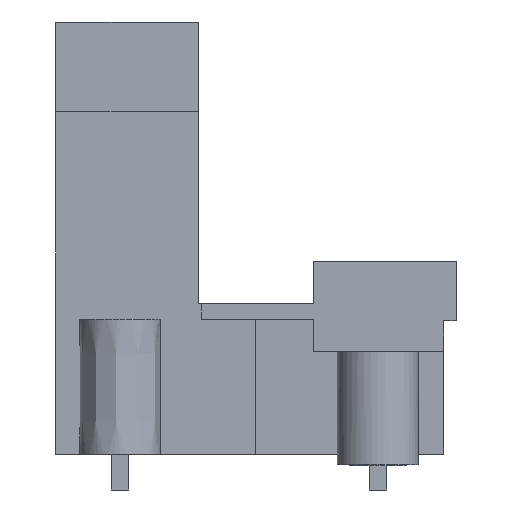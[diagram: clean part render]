
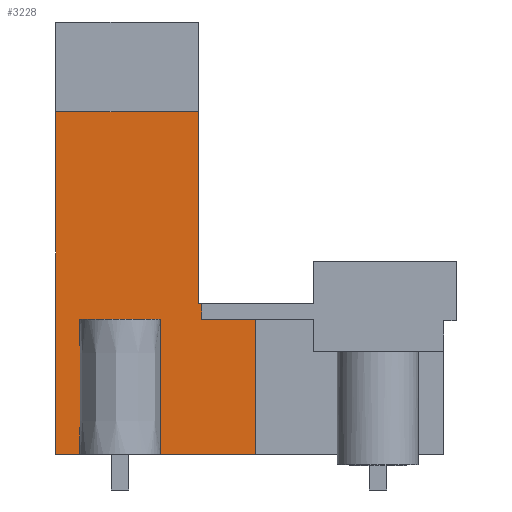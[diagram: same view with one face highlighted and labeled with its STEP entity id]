
A CAD part, left-side view. The second image highlights one B-rep face of the part: STEP entity #3228.
In plain terms, the highlighted planar face has unit normal (-1, 0, 0).
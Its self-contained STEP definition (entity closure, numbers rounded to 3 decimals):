
#3176=AXIS2_PLACEMENT_3D('Plane Axis2P3D',#3173,#3174,#3175) ;
#1152=CARTESIAN_POINT('Vertex',(3.84,11.84,2.1)) ;
#1155=CARTESIAN_POINT('Line Origine',(3.84,14.846,2.1)) ;
#1159=CARTESIAN_POINT('Vertex',(3.84,17.853,2.1)) ;
#1203=CARTESIAN_POINT('Vertex',(3.84,21.887,2.1)) ;
#1206=CARTESIAN_POINT('Line Origine',(3.84,22.779,2.1)) ;
#1210=CARTESIAN_POINT('Vertex',(3.84,23.67,2.1)) ;
#2203=CARTESIAN_POINT('Line Origine',(3.84,15.04,10.55)) ;
#2207=CARTESIAN_POINT('Vertex',(3.84,15.04,11.)) ;
#2209=CARTESIAN_POINT('Vertex',(3.84,15.04,10.1)) ;
#2241=CARTESIAN_POINT('Line Origine',(3.84,13.44,10.1)) ;
#2245=CARTESIAN_POINT('Vertex',(3.84,11.84,10.1)) ;
#2391=CARTESIAN_POINT('Vertex',(3.84,15.24,11.)) ;
#2394=CARTESIAN_POINT('Line Origine',(3.84,15.14,11.)) ;
#2947=CARTESIAN_POINT('Line Origine',(3.84,23.67,12.23)) ;
#2951=CARTESIAN_POINT('Vertex',(3.84,23.67,22.36)) ;
#3173=CARTESIAN_POINT('Axis2P3D Location',(3.84,23.67,1.5)) ;
#3178=CARTESIAN_POINT('Line Origine',(3.84,19.455,22.36)) ;
#3182=CARTESIAN_POINT('Vertex',(3.84,15.24,22.36)) ;
#3185=CARTESIAN_POINT('Line Origine',(3.84,21.887,6.1)) ;
#3189=CARTESIAN_POINT('Vertex',(3.84,21.887,10.1)) ;
#3192=CARTESIAN_POINT('Line Origine',(3.84,19.87,10.1)) ;
#3196=CARTESIAN_POINT('Vertex',(3.84,17.853,10.1)) ;
#3199=CARTESIAN_POINT('Line Origine',(3.84,17.853,6.1)) ;
#3204=CARTESIAN_POINT('Line Origine',(3.84,11.84,6.1)) ;
#3209=CARTESIAN_POINT('Line Origine',(3.84,15.24,16.68)) ;
#1156=DIRECTION('Vector Direction',(0.,-1.,0.)) ;
#1207=DIRECTION('Vector Direction',(0.,-1.,0.)) ;
#2204=DIRECTION('Vector Direction',(0.,0.,-1.)) ;
#2242=DIRECTION('Vector Direction',(0.,1.,0.)) ;
#2395=DIRECTION('Vector Direction',(0.,1.,0.)) ;
#2948=DIRECTION('Vector Direction',(0.,0.,1.)) ;
#3174=DIRECTION('Axis2P3D Direction',(-1.,0.,0.)) ;
#3175=DIRECTION('Axis2P3D XDirection',(0.,-1.,0.)) ;
#3179=DIRECTION('Vector Direction',(0.,-1.,0.)) ;
#3186=DIRECTION('Vector Direction',(0.,0.,1.)) ;
#3193=DIRECTION('Vector Direction',(0.,1.,0.)) ;
#3200=DIRECTION('Vector Direction',(0.,0.,1.)) ;
#3205=DIRECTION('Vector Direction',(0.,0.,1.)) ;
#3210=DIRECTION('Vector Direction',(0.,0.,-1.)) ;
#1157=VECTOR('Line Direction',#1156,1.) ;
#1208=VECTOR('Line Direction',#1207,1.) ;
#2205=VECTOR('Line Direction',#2204,1.) ;
#2243=VECTOR('Line Direction',#2242,1.) ;
#2396=VECTOR('Line Direction',#2395,1.) ;
#2949=VECTOR('Line Direction',#2948,1.) ;
#3180=VECTOR('Line Direction',#3179,1.) ;
#3187=VECTOR('Line Direction',#3186,1.) ;
#3194=VECTOR('Line Direction',#3193,1.) ;
#3201=VECTOR('Line Direction',#3200,1.) ;
#3206=VECTOR('Line Direction',#3205,1.) ;
#3211=VECTOR('Line Direction',#3210,1.) ;
#3215=ORIENTED_EDGE('',*,*,#3184,.T.) ;
#3216=ORIENTED_EDGE('',*,*,#2953,.T.) ;
#3217=ORIENTED_EDGE('',*,*,#1212,.T.) ;
#3218=ORIENTED_EDGE('',*,*,#3191,.T.) ;
#3219=ORIENTED_EDGE('',*,*,#3198,.F.) ;
#3220=ORIENTED_EDGE('',*,*,#3203,.F.) ;
#3221=ORIENTED_EDGE('',*,*,#1161,.T.) ;
#3222=ORIENTED_EDGE('',*,*,#3208,.T.) ;
#3223=ORIENTED_EDGE('',*,*,#2247,.T.) ;
#3224=ORIENTED_EDGE('',*,*,#2211,.F.) ;
#3225=ORIENTED_EDGE('',*,*,#2398,.F.) ;
#3226=ORIENTED_EDGE('',*,*,#3213,.F.) ;
#3228=ADVANCED_FACE('HOUSING',(#3227),#3177,.T.) ;
#1161=EDGE_CURVE('',#1160,#1153,#1158,.T.) ;
#1212=EDGE_CURVE('',#1211,#1204,#1209,.T.) ;
#2211=EDGE_CURVE('',#2208,#2210,#2206,.T.) ;
#2247=EDGE_CURVE('',#2246,#2210,#2244,.T.) ;
#2398=EDGE_CURVE('',#2392,#2208,#2397,.F.) ;
#2953=EDGE_CURVE('',#2952,#1211,#2950,.F.) ;
#3184=EDGE_CURVE('',#3183,#2952,#3181,.F.) ;
#3191=EDGE_CURVE('',#1204,#3190,#3188,.T.) ;
#3198=EDGE_CURVE('',#3197,#3190,#3195,.T.) ;
#3203=EDGE_CURVE('',#1160,#3197,#3202,.T.) ;
#3208=EDGE_CURVE('',#1153,#2246,#3207,.T.) ;
#3213=EDGE_CURVE('',#3183,#2392,#3212,.T.) ;
#3214=EDGE_LOOP('',(#3215,#3216,#3217,#3218,#3219,#3220,#3221,#3222,#3223,#3224,#3225,#3226)) ;
#3227=FACE_OUTER_BOUND('',#3214,.T.) ;
#1158=LINE('Line',#1155,#1157) ;
#1209=LINE('Line',#1206,#1208) ;
#2206=LINE('Line',#2203,#2205) ;
#2244=LINE('Line',#2241,#2243) ;
#2397=LINE('Line',#2394,#2396) ;
#2950=LINE('Line',#2947,#2949) ;
#3181=LINE('Line',#3178,#3180) ;
#3188=LINE('Line',#3185,#3187) ;
#3195=LINE('Line',#3192,#3194) ;
#3202=LINE('Line',#3199,#3201) ;
#3207=LINE('Line',#3204,#3206) ;
#3212=LINE('Line',#3209,#3211) ;
#3177=PLANE('',#3176) ;
#1153=VERTEX_POINT('',#1152) ;
#1160=VERTEX_POINT('',#1159) ;
#1204=VERTEX_POINT('',#1203) ;
#1211=VERTEX_POINT('',#1210) ;
#2208=VERTEX_POINT('',#2207) ;
#2210=VERTEX_POINT('',#2209) ;
#2246=VERTEX_POINT('',#2245) ;
#2392=VERTEX_POINT('',#2391) ;
#2952=VERTEX_POINT('',#2951) ;
#3183=VERTEX_POINT('',#3182) ;
#3190=VERTEX_POINT('',#3189) ;
#3197=VERTEX_POINT('',#3196) ;
